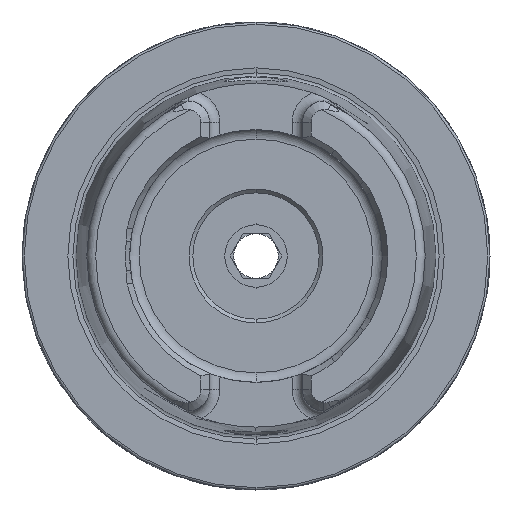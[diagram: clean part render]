
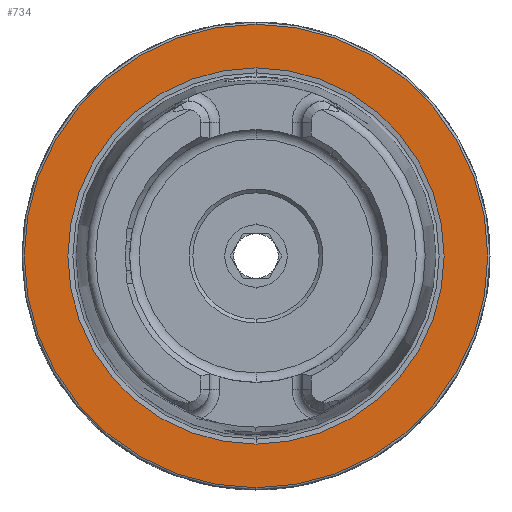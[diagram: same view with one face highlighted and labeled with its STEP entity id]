
A CAD part, left-side view. The second image highlights one B-rep face of the part: STEP entity #734.
In plain terms, the highlighted planar face has unit normal (-1, 0, 0).
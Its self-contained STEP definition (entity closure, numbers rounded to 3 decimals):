
#24 = AXIS2_PLACEMENT_3D ( 'NONE', #4709, #4710, #4711 ) ;
#122 = EDGE_LOOP ( 'NONE', ( #2134, #2136 ) ) ;
#132 = EDGE_LOOP ( 'NONE', ( #2128, #2132 ) ) ;
#402 = VERTEX_POINT ( 'NONE', #5542 ) ;
#403 = VERTEX_POINT ( 'NONE', #5541 ) ;
#405 = VERTEX_POINT ( 'NONE', #5539 ) ;
#410 = VERTEX_POINT ( 'NONE', #5534 ) ;
#734 = ADVANCED_FACE ( 'NONE', ( #4119, #4122 ), #8244, .F. ) ;
#1000 = EDGE_CURVE ( 'NONE', #403, #402, #3601, .T. ) ;
#2128 = ORIENTED_EDGE ( 'NONE', *, *, #10150, .F. ) ;
#2132 = ORIENTED_EDGE ( 'NONE', *, *, #10055, .F. ) ;
#2134 = ORIENTED_EDGE ( 'NONE', *, *, #1000, .T. ) ;
#2136 = ORIENTED_EDGE ( 'NONE', *, *, #10159, .T. ) ;
#2729 = DIRECTION ( 'NONE',  ( 0., 0., 1. ) ) ;
#2730 = DIRECTION ( 'NONE',  ( -1., 0., 0. ) ) ;
#2731 = CARTESIAN_POINT ( 'NONE',  ( 0., 0., 0. ) ) ;
#3601 = CIRCLE ( 'NONE', #6830, 31.2 ) ;
#4119 = FACE_BOUND ( 'NONE', #132, .T. ) ;
#4122 = FACE_OUTER_BOUND ( 'NONE', #122, .T. ) ;
#4709 = CARTESIAN_POINT ( 'NONE',  ( 0., 0., 0. ) ) ;
#4710 = DIRECTION ( 'NONE',  ( -1., 0., 0. ) ) ;
#4711 = DIRECTION ( 'NONE',  ( 0., 0., 1. ) ) ;
#5208 = CARTESIAN_POINT ( 'NONE',  ( 0., 0., 0. ) ) ;
#5209 = DIRECTION ( 'NONE',  ( -1., 0., 0. ) ) ;
#5210 = DIRECTION ( 'NONE',  ( 0., 0., 1. ) ) ;
#5242 = CARTESIAN_POINT ( 'NONE',  ( 0., 0., 0. ) ) ;
#5243 = DIRECTION ( 'NONE',  ( -1., 0., 0. ) ) ;
#5244 = DIRECTION ( 'NONE',  ( 0., 0., 1. ) ) ;
#5534 = CARTESIAN_POINT ( 'NONE',  ( 0., 0., -25.324 ) ) ;
#5539 = CARTESIAN_POINT ( 'NONE',  ( 0., 0., 25.324 ) ) ;
#5541 = CARTESIAN_POINT ( 'NONE',  ( 0., 0., 31.2 ) ) ;
#5542 = CARTESIAN_POINT ( 'NONE',  ( 0., 0., -31.2 ) ) ;
#6389 = AXIS2_PLACEMENT_3D ( 'NONE', #5242, #5243, #5244 ) ;
#6393 = AXIS2_PLACEMENT_3D ( 'NONE', #5208, #5209, #5210 ) ;
#6830 = AXIS2_PLACEMENT_3D ( 'NONE', #2731, #2730, #2729 ) ;
#6939 = CIRCLE ( 'NONE', #6389, 31.2 ) ;
#6975 = CIRCLE ( 'NONE', #6393, 25.324 ) ;
#7378 = AXIS2_PLACEMENT_3D ( 'NONE', #8189, #8247, #8188 ) ;
#7960 = CIRCLE ( 'NONE', #24, 25.324 ) ;
#8188 = DIRECTION ( 'NONE',  ( 0., 0., -1. ) ) ;
#8189 = CARTESIAN_POINT ( 'NONE',  ( 0., 31.2, 0. ) ) ;
#8244 = PLANE ( 'NONE',  #7378 ) ;
#8247 = DIRECTION ( 'NONE',  ( 1., 0., 0. ) ) ;
#10055 = EDGE_CURVE ( 'NONE', #410, #405, #7960, .T. ) ;
#10150 = EDGE_CURVE ( 'NONE', #405, #410, #6975, .T. ) ;
#10159 = EDGE_CURVE ( 'NONE', #402, #403, #6939, .T. ) ;
